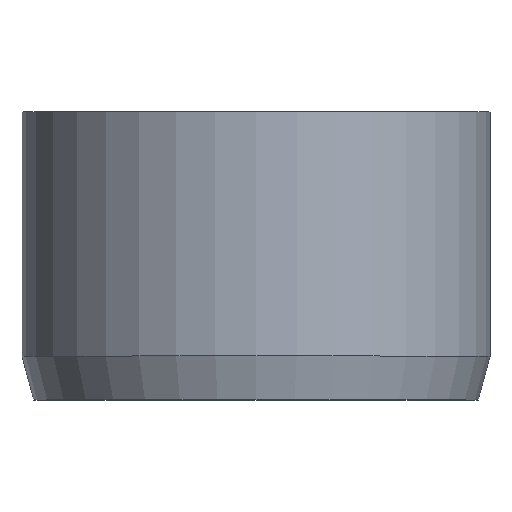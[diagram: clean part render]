
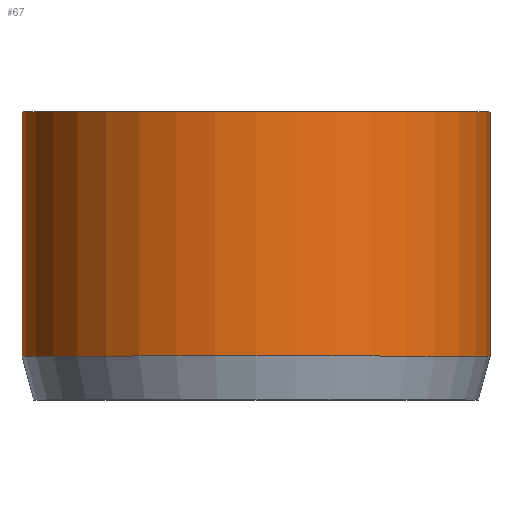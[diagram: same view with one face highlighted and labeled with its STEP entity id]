
A CAD part, top view. The second image highlights one B-rep face of the part: STEP entity #67.
In plain terms, the highlighted cylindrical face has radius 13 mm (diameter 26 mm), a partial arc.
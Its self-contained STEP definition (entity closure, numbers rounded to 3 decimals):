
#1 = DIRECTION ( 'NONE',  ( 1., 0., 0. ) ) ;
#2 = ORIENTED_EDGE ( 'NONE', *, *, #312, .T. ) ;
#19 = FACE_OUTER_BOUND ( 'NONE', #184, .T. ) ;
#22 = DIRECTION ( 'NONE',  ( 0., 1., 0. ) ) ;
#28 = DIRECTION ( 'NONE',  ( 0., 1., 0. ) ) ;
#32 = VERTEX_POINT ( 'NONE', #301 ) ;
#67 = ADVANCED_FACE ( 'NONE', ( #19 ), #310, .T. ) ;
#70 = CARTESIAN_POINT ( 'NONE',  ( 0., 9.213, 0. ) ) ;
#84 = DIRECTION ( 'NONE',  ( 0., -1., 0. ) ) ;
#89 = VECTOR ( 'NONE', #28, 1000. ) ;
#103 = LINE ( 'NONE', #263, #252 ) ;
#104 = DIRECTION ( 'NONE',  ( 0., 1., 0. ) ) ;
#108 = CARTESIAN_POINT ( 'NONE',  ( 13., 9.213, 0. ) ) ;
#109 = CARTESIAN_POINT ( 'NONE',  ( 13., 16., 0. ) ) ;
#116 = CIRCLE ( 'NONE', #229, 13. ) ;
#120 = VERTEX_POINT ( 'NONE', #109 ) ;
#124 = EDGE_CURVE ( 'NONE', #330, #181, #151, .T. ) ;
#130 = DIRECTION ( 'NONE',  ( 1., 0., 0. ) ) ;
#139 = CARTESIAN_POINT ( 'NONE',  ( 13., 2.426, 0. ) ) ;
#140 = LINE ( 'NONE', #108, #89 ) ;
#151 = CIRCLE ( 'NONE', #344, 13. ) ;
#176 = DIRECTION ( 'NONE',  ( 0., 1., 0. ) ) ;
#180 = CARTESIAN_POINT ( 'NONE',  ( -13., 2.426, 0. ) ) ;
#181 = VERTEX_POINT ( 'NONE', #139 ) ;
#183 = EDGE_CURVE ( 'NONE', #181, #120, #140, .T. ) ;
#184 = EDGE_LOOP ( 'NONE', ( #347, #223, #2, #360 ) ) ;
#223 = ORIENTED_EDGE ( 'NONE', *, *, #353, .F. ) ;
#229 = AXIS2_PLACEMENT_3D ( 'NONE', #235, #176, #1 ) ;
#230 = DIRECTION ( 'NONE',  ( 1., 0., 0. ) ) ;
#235 = CARTESIAN_POINT ( 'NONE',  ( 0., 16., 0. ) ) ;
#252 = VECTOR ( 'NONE', #84, 1000. ) ;
#263 = CARTESIAN_POINT ( 'NONE',  ( -13., 9.213, 0. ) ) ;
#288 = CARTESIAN_POINT ( 'NONE',  ( 0., 2.426, 0. ) ) ;
#301 = CARTESIAN_POINT ( 'NONE',  ( -13., 16., 0. ) ) ;
#310 = CYLINDRICAL_SURFACE ( 'NONE', #314, 13. ) ;
#312 = EDGE_CURVE ( 'NONE', #32, #330, #103, .T. ) ;
#314 = AXIS2_PLACEMENT_3D ( 'NONE', #70, #22, #130 ) ;
#330 = VERTEX_POINT ( 'NONE', #180 ) ;
#344 = AXIS2_PLACEMENT_3D ( 'NONE', #288, #104, #230 ) ;
#347 = ORIENTED_EDGE ( 'NONE', *, *, #183, .T. ) ;
#353 = EDGE_CURVE ( 'NONE', #32, #120, #116, .T. ) ;
#360 = ORIENTED_EDGE ( 'NONE', *, *, #124, .T. ) ;
